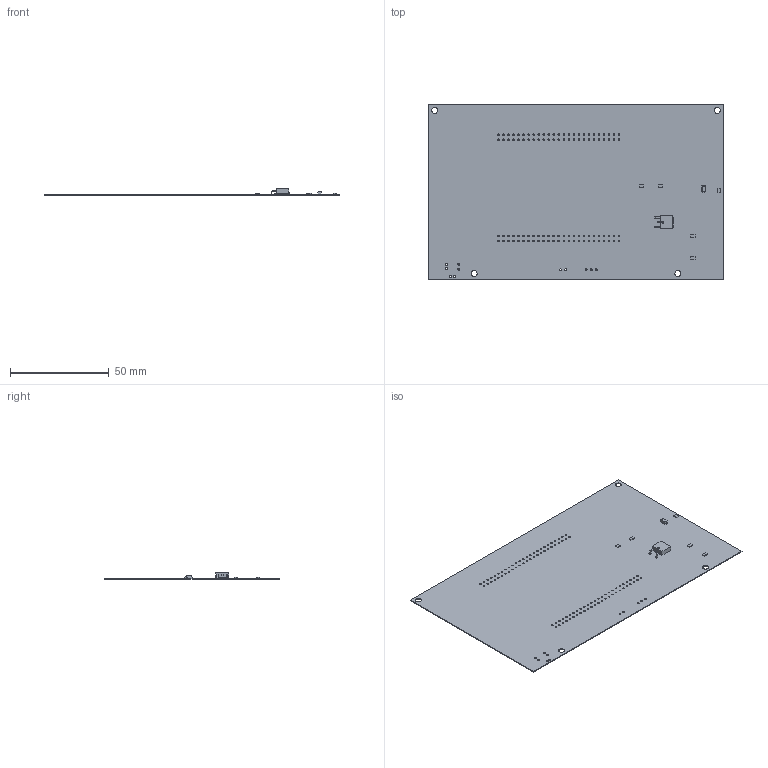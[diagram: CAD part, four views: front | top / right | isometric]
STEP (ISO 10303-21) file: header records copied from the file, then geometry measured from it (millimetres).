
FILE_DESCRIPTION(('Open CASCADE Model'),'2;1');
FILE_NAME('Open CASCADE Shape Model','2016-03-16T11:25:24',('Author'),( 'Open CASCADE'),'Open CASCADE STEP processor 6.8','Open CASCADE 6.8' ,'Unknown');
FILE_SCHEMA(('AUTOMOTIVE_DESIGN { 1 0 10303 214 1 1 1 1 }'));
Length unit declared in the file: millimetre
Products named in the file (24): PCB; Board; R5; 816229368; Extruded; R4; R3; R2; R1; 816229640; D1; 779195648; Body; Open_CASCADE_STEP_translator_6.8_4.1.1; lead; Q1; 789247248; Open_CASCADE_STEP_translator_6.8_1.1; Open_CASCADE_STEP_translator_6.8_1.2.1; Lead; Trimmed_Lead; tab
Assembly tree (28 placements, depth 5):
  PCB
    Board
    R5
      816229368
        Extruded
    R4
      816229368
        Extruded
    R3
      816229368
        Extruded
    R2
      816229368
        Extruded
    R1
      816229640
        Extruded
    D1
      779195648
        Body
          Open_CASCADE_STEP_translator_6.8_4.1.1
        lead  x2
    Q1
      789247248
        Open_CASCADE_STEP_translator_6.8_1.1
        Body
          Open_CASCADE_STEP_translator_6.8_1.2.1
        Lead  x2
        Trimmed_Lead
        tab
Bounding box: 149 x 88.5 x 3.3 mm (x, y, z)
Volume: 5519.7 mm3; surface area: 26840.6 mm2
Topology: 14 solids, 15 shells, 270 faces, 657 edges, 409 vertices
Faces by surface type: cylinder 144, plane 114, sphere 8, bspline 4
Full cylindrical faces by diameter (mm): 0.762 x100, 0.844 x1, 0.9 x5, 1 x6, 3 x4
Entity records: 16156 total; most frequent: CARTESIAN_POINT 4376, DIRECTION 2108, ORIENTED_EDGE 1113, PCURVE 1113, DEFINITIONAL_REPRESENTATION 1113, LINE 1074, VECTOR 1074, EDGE_CURVE 557
